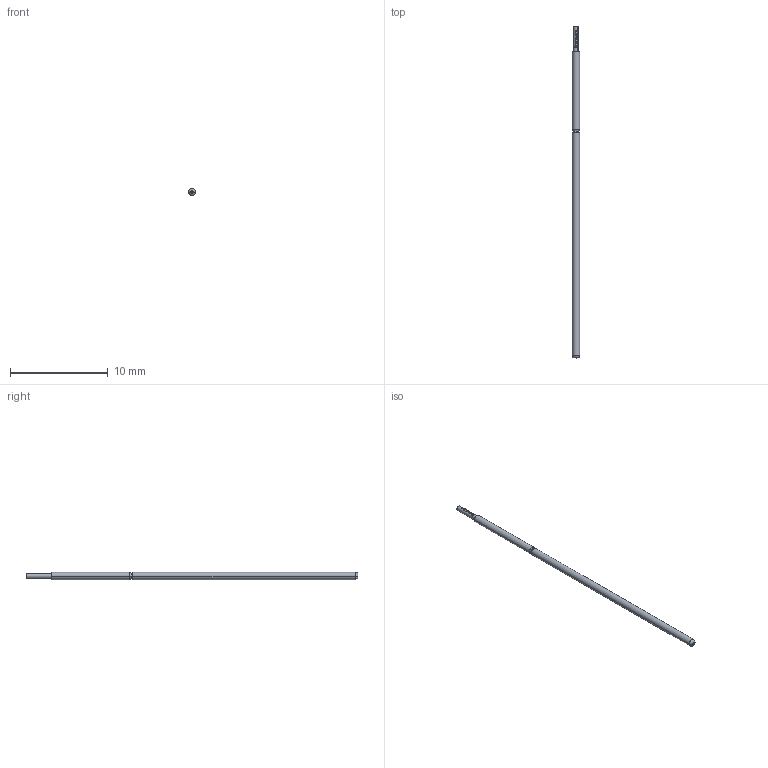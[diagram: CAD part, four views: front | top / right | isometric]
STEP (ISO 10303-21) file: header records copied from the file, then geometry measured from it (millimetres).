
FILE_DESCRIPTION (( 'STEP AP203' ), '1' );
FILE_NAME ('INGUN_GKS-051_353_051_A_xx00.STEP', '2021-09-21T07:15:04', ( 'ochi' ), ( '' ), 'SwSTEP 2.0', 'SolidWorks 2018', '' );
FILE_SCHEMA (( 'CONFIG_CONTROL_DESIGN' ));
Length unit declared in the file: millimetre
Products named in the file (1): INGUN_GKS-051_353_051_A_xx00
Bounding box: 0.75 x 33.9 x 0.75 mm (x, y, z)
Volume: 14.3 mm3; surface area: 78.6 mm2
Topology: 1 solids, 1 shells, 75 faces, 200 edges, 131 vertices
Faces by surface type: plane 32, bspline 22, cylinder 13, torus 6, cone 2
Entity records: 3401 total; most frequent: CARTESIAN_POINT 1837, ORIENTED_EDGE 396, EDGE_CURVE 198, B_SPLINE_CURVE_WITH_KNOTS 166, DIRECTION 162, VERTEX_POINT 131, EDGE_LOOP 81, AXIS2_PLACEMENT_3D 76
